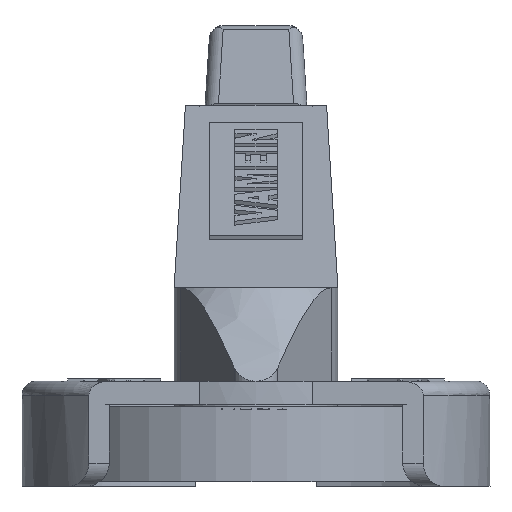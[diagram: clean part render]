
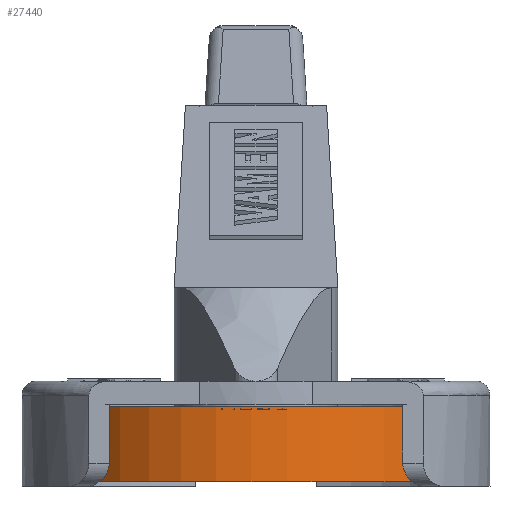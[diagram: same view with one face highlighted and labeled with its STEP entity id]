
A CAD part, front view. The second image highlights one B-rep face of the part: STEP entity #27440.
In plain terms, the highlighted cylindrical face has radius 45 mm (diameter 90 mm), a partial arc.
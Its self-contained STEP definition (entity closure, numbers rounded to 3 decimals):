
#27373=CARTESIAN_POINT('',(172.122,3.917,1.0));
#27374=VERTEX_POINT('',#27373);
#27382=CARTESIAN_POINT('',(172.122,3.917,17.0));
#27383=VERTEX_POINT('',#27382);
#27384=CARTESIAN_POINT('',(172.122,3.917,1.0));
#27385=DIRECTION('',(0.0,0.0,1.0));
#27386=VECTOR('',#27385,16.0);
#27387=LINE('',#27384,#27386);
#27388=EDGE_CURVE('',#27374,#27383,#27387,.T.);
#27408=CARTESIAN_POINT('',(196.75,-33.746,1.0));
#27409=DIRECTION('',(0.0,0.0,1.0));
#27410=DIRECTION('',(0.707,-0.707,0.0));
#27411=AXIS2_PLACEMENT_3D('',#27408,#27409,#27410);
#27412=CYLINDRICAL_SURFACE('',#27411,45.);
#27413=ORIENTED_EDGE('',*,*,#27388,.F.);
#27414=CARTESIAN_POINT('',(234.412,-58.374,1.0));
#27415=VERTEX_POINT('',#27414);
#27416=CARTESIAN_POINT('',(196.75,-33.746,1.0));
#27417=DIRECTION('',(0.0,0.0,1.0));
#27418=DIRECTION('',(0.707,-0.707,0.0));
#27419=AXIS2_PLACEMENT_3D('',#27416,#27417,#27418);
#27420=CIRCLE('',#27419,45.);
#27421=EDGE_CURVE('',#27374,#27415,#27420,.T.);
#27422=ORIENTED_EDGE('',*,*,#27421,.T.);
#27423=CARTESIAN_POINT('',(234.412,-58.374,17.0));
#27424=VERTEX_POINT('',#27423);
#27425=CARTESIAN_POINT('',(234.412,-58.374,17.0));
#27426=DIRECTION('',(0.0,0.0,-1.0));
#27427=VECTOR('',#27426,16.0);
#27428=LINE('',#27425,#27427);
#27429=EDGE_CURVE('',#27424,#27415,#27428,.T.);
#27430=ORIENTED_EDGE('',*,*,#27429,.F.);
#27431=CARTESIAN_POINT('',(196.75,-33.746,17.0));
#27432=DIRECTION('',(0.0,0.0,-1.0));
#27433=DIRECTION('',(0.707,-0.707,0.0));
#27434=AXIS2_PLACEMENT_3D('',#27431,#27432,#27433);
#27435=CIRCLE('',#27434,45.);
#27436=EDGE_CURVE('',#27424,#27383,#27435,.T.);
#27437=ORIENTED_EDGE('',*,*,#27436,.T.);
#27438=EDGE_LOOP('',(#27413,#27422,#27430,#27437));
#27439=FACE_OUTER_BOUND('',#27438,.T.);
#27440=ADVANCED_FACE('',(#27439),#27412,.T.);
